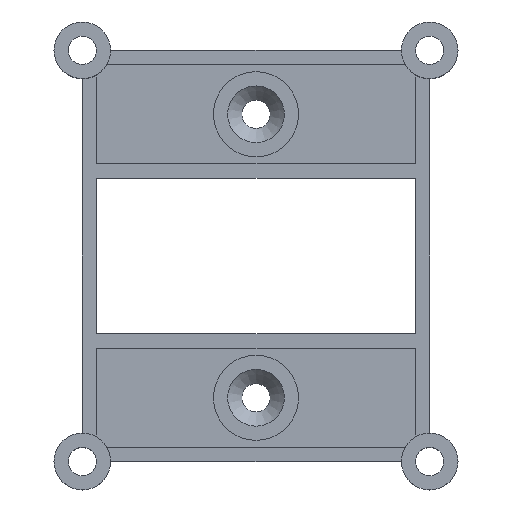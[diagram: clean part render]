
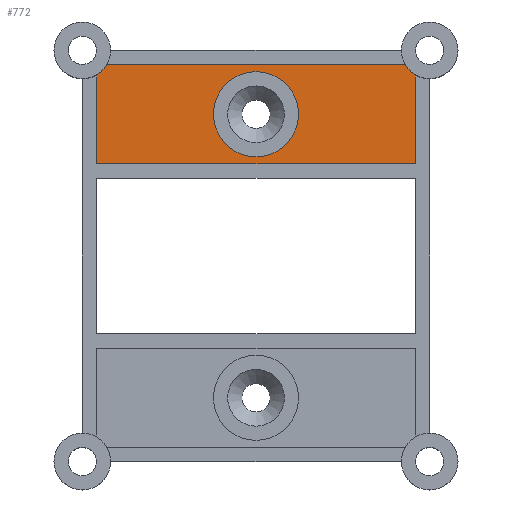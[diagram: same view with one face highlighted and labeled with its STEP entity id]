
A CAD part, top view. The second image highlights one B-rep face of the part: STEP entity #772.
In plain terms, the highlighted planar face has unit normal (0, 0, 1).
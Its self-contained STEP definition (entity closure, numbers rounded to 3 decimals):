
#33=FACE_BOUND('',#149,.T.);
#69=CIRCLE('',#838,4.);
#71=CIRCLE('',#843,4.);
#72=CIRCLE('',#844,6.);
#102=FACE_OUTER_BOUND('',#148,.T.);
#148=EDGE_LOOP('',(#579,#580,#581,#582,#583,#584));
#149=EDGE_LOOP('',(#585));
#209=LINE('',#1224,#279);
#212=LINE('',#1230,#282);
#213=LINE('',#1232,#283);
#214=LINE('',#1234,#284);
#279=VECTOR('',#993,10.);
#282=VECTOR('',#998,10.);
#283=VECTOR('',#999,10.);
#284=VECTOR('',#1000,10.);
#360=VERTEX_POINT('',#1214);
#361=VERTEX_POINT('',#1216);
#363=VERTEX_POINT('',#1223);
#365=VERTEX_POINT('',#1229);
#366=VERTEX_POINT('',#1231);
#367=VERTEX_POINT('',#1233);
#368=VERTEX_POINT('',#1236);
#444=EDGE_CURVE('',#361,#360,#69,.T.);
#447=EDGE_CURVE('',#361,#363,#209,.F.);
#450=EDGE_CURVE('',#365,#360,#212,.F.);
#451=EDGE_CURVE('',#365,#366,#213,.T.);
#452=EDGE_CURVE('',#367,#366,#214,.F.);
#453=EDGE_CURVE('',#367,#363,#71,.T.);
#454=EDGE_CURVE('',#368,#368,#72,.T.);
#579=ORIENTED_EDGE('',*,*,#444,.T.);
#580=ORIENTED_EDGE('',*,*,#450,.F.);
#581=ORIENTED_EDGE('',*,*,#451,.T.);
#582=ORIENTED_EDGE('',*,*,#452,.F.);
#583=ORIENTED_EDGE('',*,*,#453,.T.);
#584=ORIENTED_EDGE('',*,*,#447,.F.);
#585=ORIENTED_EDGE('',*,*,#454,.F.);
#735=PLANE('',#842);
#772=ADVANCED_FACE('',(#102,#33),#735,.F.);
#838=AXIS2_PLACEMENT_3D('',#1217,#984,#985);
#842=AXIS2_PLACEMENT_3D('',#1228,#996,#997);
#843=AXIS2_PLACEMENT_3D('',#1235,#1001,#1002);
#844=AXIS2_PLACEMENT_3D('',#1237,#1003,#1004);
#984=DIRECTION('center_axis',(0.,0.,-1.));
#985=DIRECTION('ref_axis',(0.,1.,0.));
#993=DIRECTION('',(-1.,0.,0.));
#996=DIRECTION('center_axis',(0.,0.,-1.));
#997=DIRECTION('ref_axis',(1.,0.,0.));
#998=DIRECTION('',(0.,-1.,0.));
#999=DIRECTION('',(1.,0.,0.));
#1000=DIRECTION('',(0.,1.,0.));
#1001=DIRECTION('center_axis',(0.,0.,-1.));
#1002=DIRECTION('ref_axis',(0.,1.,0.));
#1003=DIRECTION('center_axis',(0.,0.,1.));
#1004=DIRECTION('ref_axis',(0.,1.,0.));
#1214=CARTESIAN_POINT('',(-25.308,15.457,-1.911));
#1216=CARTESIAN_POINT('',(-23.844,16.922,-1.911));
#1217=CARTESIAN_POINT('Origin',(-27.308,18.922,-1.911));
#1223=CARTESIAN_POINT('',(18.228,16.922,-1.911));
#1224=CARTESIAN_POINT('',(10.442,16.922,-1.911));
#1228=CARTESIAN_POINT('Origin',(-0.808,-12.078,-1.911));
#1229=CARTESIAN_POINT('',(-25.308,2.922,-1.911));
#1230=CARTESIAN_POINT('',(-25.308,3.422,-1.911));
#1231=CARTESIAN_POINT('',(19.692,2.922,-1.911));
#1232=CARTESIAN_POINT('',(10.442,2.922,-1.911));
#1233=CARTESIAN_POINT('',(19.692,15.457,-1.911));
#1234=CARTESIAN_POINT('',(19.692,-23.578,-1.911));
#1235=CARTESIAN_POINT('Origin',(21.692,18.922,-1.911));
#1236=CARTESIAN_POINT('',(-2.808,3.922,-1.911));
#1237=CARTESIAN_POINT('Origin',(-2.808,9.922,-1.911));
